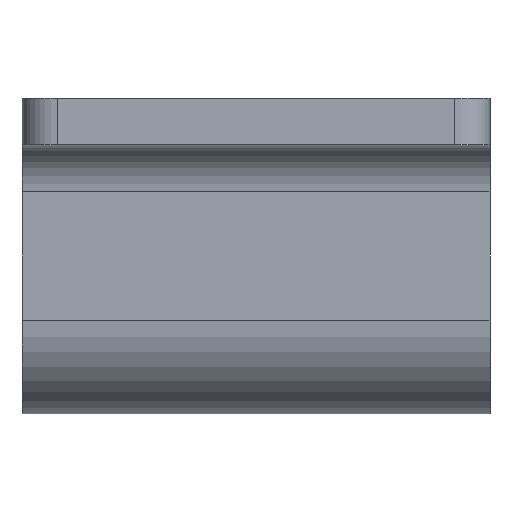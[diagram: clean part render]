
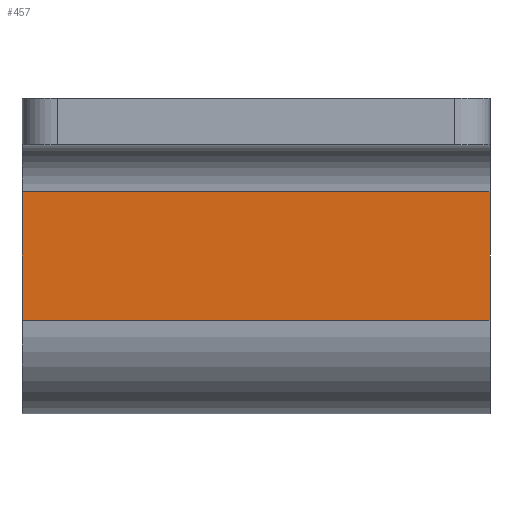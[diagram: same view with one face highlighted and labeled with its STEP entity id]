
A CAD part, front view. The second image highlights one B-rep face of the part: STEP entity #457.
In plain terms, the highlighted planar face has unit normal (0, -1, 0).
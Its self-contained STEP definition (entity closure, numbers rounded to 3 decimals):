
#34=PLANE('',#528);
#61=FACE_OUTER_BOUND('',#92,.T.);
#92=EDGE_LOOP('',(#404,#405,#406,#407));
#127=LINE('',#768,#169);
#130=LINE('',#774,#172);
#133=LINE('',#781,#175);
#134=LINE('',#785,#176);
#169=VECTOR('',#632,10.);
#172=VECTOR('',#637,10.);
#175=VECTOR('',#644,10.);
#176=VECTOR('',#651,5.76);
#230=VERTEX_POINT('',#759);
#231=VERTEX_POINT('',#763);
#233=VERTEX_POINT('',#772);
#235=VERTEX_POINT('',#780);
#283=EDGE_CURVE('',#230,#231,#127,.T.);
#286=EDGE_CURVE('',#233,#231,#130,.T.);
#289=EDGE_CURVE('',#233,#235,#133,.T.);
#292=EDGE_CURVE('',#230,#235,#134,.T.);
#404=ORIENTED_EDGE('',*,*,#283,.T.);
#405=ORIENTED_EDGE('',*,*,#286,.F.);
#406=ORIENTED_EDGE('',*,*,#289,.T.);
#407=ORIENTED_EDGE('',*,*,#292,.F.);
#457=ADVANCED_FACE('',(#61),#34,.F.);
#528=AXIS2_PLACEMENT_3D('',#793,#662,#663);
#632=DIRECTION('',(-1.,0.,0.));
#637=DIRECTION('',(0.,0.,1.));
#644=DIRECTION('',(1.,0.,0.));
#651=DIRECTION('',(0.,0.,-1.));
#662=DIRECTION('center_axis',(0.,1.,0.));
#663=DIRECTION('ref_axis',(1.,0.,0.));
#759=CARTESIAN_POINT('',(40.,-4.,19.));
#763=CARTESIAN_POINT('',(0.,-4.,19.));
#768=CARTESIAN_POINT('',(10.,-4.,19.));
#772=CARTESIAN_POINT('',(0.,-4.,8.));
#774=CARTESIAN_POINT('',(0.,-4.,8.));
#780=CARTESIAN_POINT('',(40.,-4.,8.));
#781=CARTESIAN_POINT('',(20.,-4.,8.));
#785=CARTESIAN_POINT('',(40.,-4.,-10.096));
#793=CARTESIAN_POINT('Origin',(20.,-4.,10.976));
